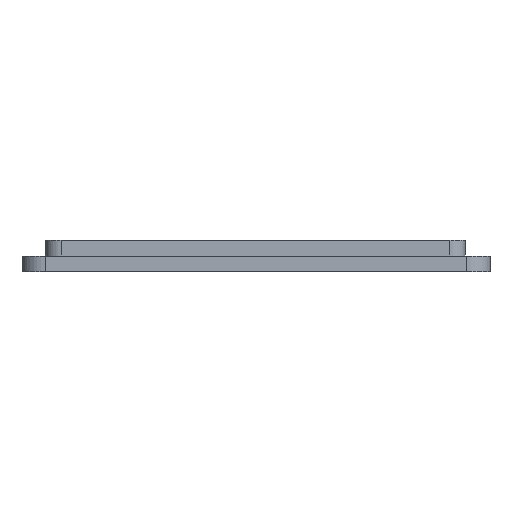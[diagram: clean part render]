
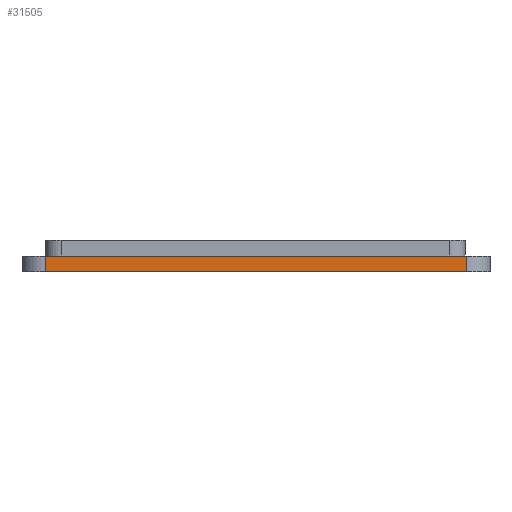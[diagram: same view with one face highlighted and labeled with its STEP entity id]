
A CAD part, front view. The second image highlights one B-rep face of the part: STEP entity #31505.
In plain terms, the highlighted planar face has unit normal (0, -1, 0).
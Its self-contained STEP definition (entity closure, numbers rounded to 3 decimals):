
#4598=FACE_OUTER_BOUND('',#6391,.T.);
#6391=EDGE_LOOP('',(#29063,#29064,#29065,#29066));
#7775=LINE('',#46525,#10580);
#9210=LINE('',#55603,#12015);
#9211=LINE('',#55606,#12016);
#9212=LINE('',#55607,#12017);
#10580=VECTOR('',#34416,10.);
#12015=VECTOR('',#36849,10.);
#12016=VECTOR('',#36852,10.);
#12017=VECTOR('',#36853,10.);
#13558=VERTEX_POINT('',#46522);
#13559=VERTEX_POINT('',#46524);
#15123=VERTEX_POINT('',#55601);
#15124=VERTEX_POINT('',#55605);
#17432=EDGE_CURVE('',#13558,#13559,#7775,.T.);
#19779=EDGE_CURVE('',#15123,#13559,#9210,.T.);
#19780=EDGE_CURVE('',#15124,#15123,#9211,.T.);
#19781=EDGE_CURVE('',#15124,#13558,#9212,.T.);
#29063=ORIENTED_EDGE('',*,*,#19780,.T.);
#29064=ORIENTED_EDGE('',*,*,#19779,.T.);
#29065=ORIENTED_EDGE('',*,*,#17432,.F.);
#29066=ORIENTED_EDGE('',*,*,#19781,.F.);
#29839=PLANE('',#32369);
#31505=ADVANCED_FACE('',(#4598),#29839,.T.);
#32369=AXIS2_PLACEMENT_3D('',#55604,#36850,#36851);
#34416=DIRECTION('',(1.,0.,0.));
#36849=DIRECTION('',(0.,0.,1.));
#36850=DIRECTION('center_axis',(0.,-1.,0.));
#36851=DIRECTION('ref_axis',(1.,0.,0.));
#36852=DIRECTION('',(1.,0.,0.));
#36853=DIRECTION('',(0.,0.,1.));
#46522=CARTESIAN_POINT('',(-27.,-111.5,2.));
#46524=CARTESIAN_POINT('',(27.,-111.5,2.));
#46525=CARTESIAN_POINT('',(-27.,-111.5,2.));
#55601=CARTESIAN_POINT('',(27.,-111.5,0.));
#55603=CARTESIAN_POINT('',(27.,-111.5,0.));
#55604=CARTESIAN_POINT('Origin',(-27.,-111.5,0.));
#55605=CARTESIAN_POINT('',(-27.,-111.5,0.));
#55606=CARTESIAN_POINT('',(-27.,-111.5,0.));
#55607=CARTESIAN_POINT('',(-27.,-111.5,0.));
